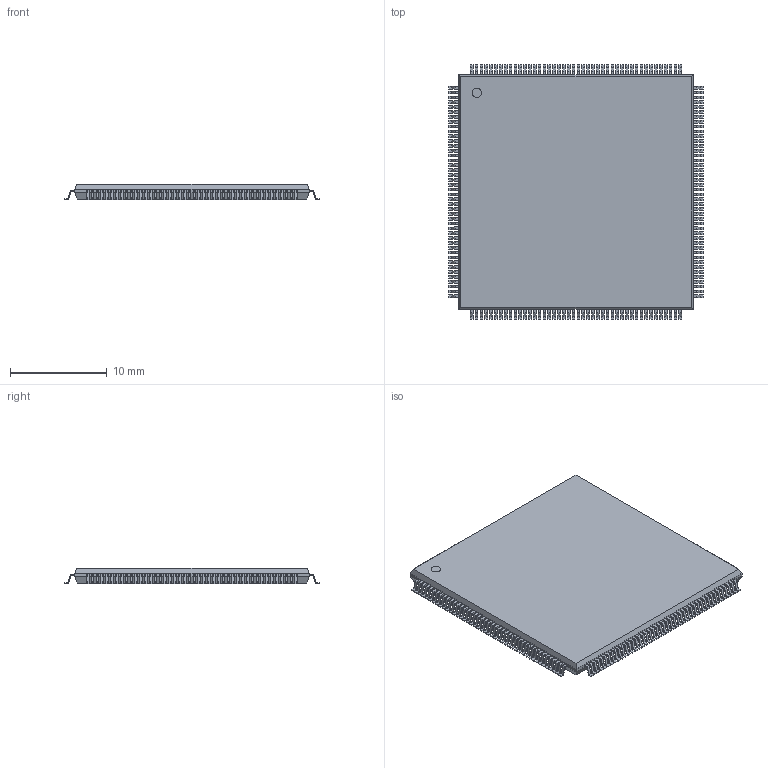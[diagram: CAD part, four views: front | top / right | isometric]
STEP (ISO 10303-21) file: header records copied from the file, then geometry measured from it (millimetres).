
FILE_DESCRIPTION(('STEP AP214'),'1');
FILE_NAME('PGF176-M','2017-12-23T05:48:10',(''),(''),'','','');
FILE_SCHEMA(('AUTOMOTIVE_DESIGN'));
Length unit declared in the file: millimetre
Products named in the file (1): product
Bounding box: 26.21 x 26.21 x 1.6 mm (x, y, z)
Volume: 8.2 mm3; surface area: 1511.4 mm2
Topology: 175 solids, 191 shells, 2481 faces, 6395 edges, 4282 vertices
Faces by surface type: plane 1776, cylinder 705
Full cylindrical faces by diameter (mm): 0.968 x1
Entity records: 77830 total; most frequent: CARTESIAN_POINT 13335, DIRECTION 13122, ORIENTED_EDGE 12732, EDGE_CURVE 6394, LINE 4984, VECTOR 4984, VERTEX_POINT 4338, AXIS2_PLACEMENT_3D 4069
